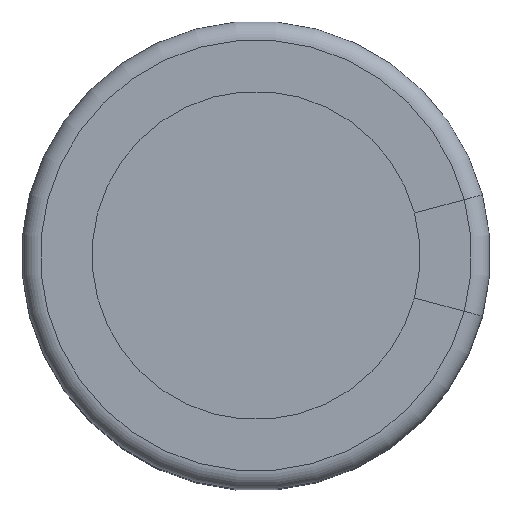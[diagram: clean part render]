
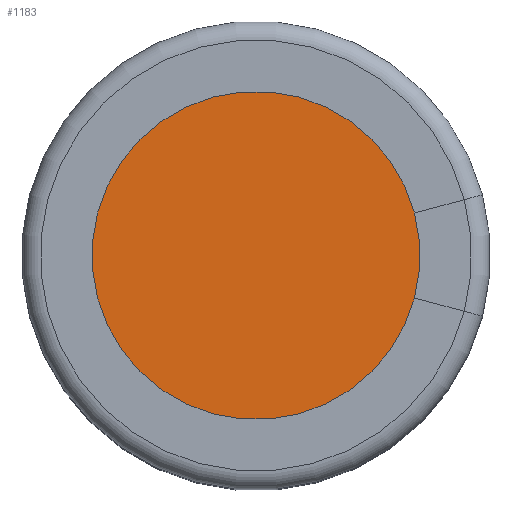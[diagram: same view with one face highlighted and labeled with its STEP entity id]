
A CAD part, top view. The second image highlights one B-rep face of the part: STEP entity #1183.
In plain terms, the highlighted planar face has unit normal (0, 0, 1).
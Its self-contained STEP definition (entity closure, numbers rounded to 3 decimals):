
#63=PLANE('',#1350);
#213=FACE_OUTER_BOUND('',#292,.T.);
#292=EDGE_LOOP('',(#820));
#373=CIRCLE('',#1345,3.726);
#495=VERTEX_POINT('',#2063);
#615=EDGE_CURVE('',#495,#495,#373,.T.);
#820=ORIENTED_EDGE('',*,*,#615,.F.);
#1183=ADVANCED_FACE('',(#213),#63,.T.);
#1345=AXIS2_PLACEMENT_3D('',#2064,#1605,#1606);
#1350=AXIS2_PLACEMENT_3D('',#2072,#1616,#1617);
#1605=DIRECTION('center_axis',(0.,0.,-1.));
#1606=DIRECTION('ref_axis',(1.,0.,0.));
#1616=DIRECTION('center_axis',(0.,0.,1.));
#1617=DIRECTION('ref_axis',(1.,0.,0.));
#2063=CARTESIAN_POINT('',(-3.596,0.,11.72));
#2064=CARTESIAN_POINT('Origin',(0.13,0.,11.72));
#2072=CARTESIAN_POINT('Origin',(0.13,0.,11.72));
